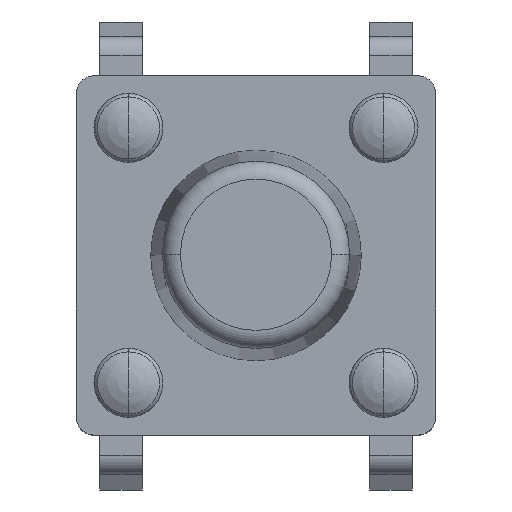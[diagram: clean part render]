
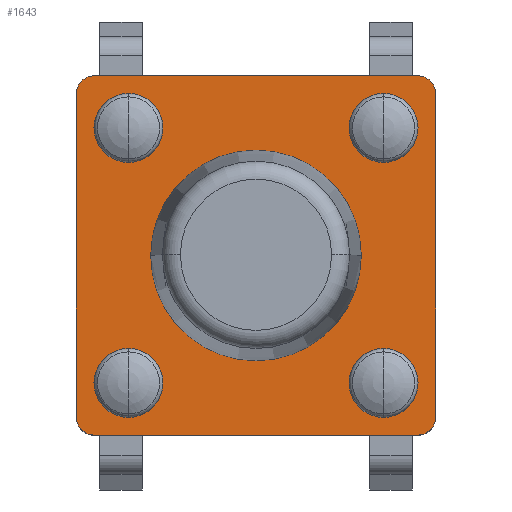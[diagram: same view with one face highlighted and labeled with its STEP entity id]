
A CAD part, top view. The second image highlights one B-rep face of the part: STEP entity #1643.
In plain terms, the highlighted planar face has unit normal (0, 0, 1).
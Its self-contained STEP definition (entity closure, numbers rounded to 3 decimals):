
#101=CARTESIAN_POINT('',(0.,0.,-5.9));
#102=DIRECTION('',(0.,0.,-1.));
#103=DIRECTION('',(-1.,0.,0.));
#104=AXIS2_PLACEMENT_3D('',#101,#102,#103);
#115=CARTESIAN_POINT('',(0.,0.,-5.9));
#116=DIRECTION('',(0.,0.,-1.));
#117=DIRECTION('',(1.,0.,0.));
#118=AXIS2_PLACEMENT_3D('',#115,#116,#117);
#120=CARTESIAN_POINT('',(-2.695,-2.695,-5.9));
#121=DIRECTION('',(0.,0.,1.));
#122=DIRECTION('',(-1.,0.,0.));
#123=AXIS2_PLACEMENT_3D('',#120,#121,#122);
#125=DIRECTION('',(0.,1.,0.));
#126=VECTOR('',#125,5.39);
#127=CARTESIAN_POINT('',(-2.995,-2.695,-5.9));
#128=LINE('',#127,#126);
#129=CARTESIAN_POINT('',(-2.695,2.695,-5.9));
#130=DIRECTION('',(0.,0.,1.));
#131=DIRECTION('',(0.,1.,0.));
#132=AXIS2_PLACEMENT_3D('',#129,#130,#131);
#134=DIRECTION('',(1.,0.,0.));
#135=VECTOR('',#134,5.39);
#136=CARTESIAN_POINT('',(-2.695,2.995,-5.9));
#137=LINE('',#136,#135);
#138=CARTESIAN_POINT('',(2.695,2.695,-5.9));
#139=DIRECTION('',(0.,0.,1.));
#140=DIRECTION('',(1.,0.,0.));
#141=AXIS2_PLACEMENT_3D('',#138,#139,#140);
#143=DIRECTION('',(0.,-1.,0.));
#144=VECTOR('',#143,5.39);
#145=CARTESIAN_POINT('',(2.995,2.695,-5.9));
#146=LINE('',#145,#144);
#147=CARTESIAN_POINT('',(2.695,-2.695,-5.9));
#148=DIRECTION('',(0.,0.,1.));
#149=DIRECTION('',(0.,-1.,0.));
#150=AXIS2_PLACEMENT_3D('',#147,#148,#149);
#152=DIRECTION('',(-1.,0.,0.));
#153=VECTOR('',#152,5.39);
#154=CARTESIAN_POINT('',(2.695,-2.995,-5.9));
#155=LINE('',#154,#153);
#156=CARTESIAN_POINT('',(2.125,2.125,-5.9));
#157=DIRECTION('',(0.,0.,1.));
#158=DIRECTION('',(1.,0.,0.));
#159=AXIS2_PLACEMENT_3D('',#156,#157,#158);
#161=CARTESIAN_POINT('',(2.125,2.125,-5.9));
#162=DIRECTION('',(0.,0.,1.));
#163=DIRECTION('',(-1.,0.,0.));
#164=AXIS2_PLACEMENT_3D('',#161,#162,#163);
#166=CARTESIAN_POINT('',(-2.125,2.125,-5.9));
#167=DIRECTION('',(0.,0.,-1.));
#168=DIRECTION('',(-1.,0.,0.));
#169=AXIS2_PLACEMENT_3D('',#166,#167,#168);
#171=CARTESIAN_POINT('',(-2.125,2.125,-5.9));
#172=DIRECTION('',(0.,0.,-1.));
#173=DIRECTION('',(1.,0.,0.));
#174=AXIS2_PLACEMENT_3D('',#171,#172,#173);
#176=CARTESIAN_POINT('',(-2.125,-2.125,-5.9));
#177=DIRECTION('',(0.,0.,1.));
#178=DIRECTION('',(-1.,0.,0.));
#179=AXIS2_PLACEMENT_3D('',#176,#177,#178);
#181=CARTESIAN_POINT('',(-2.125,-2.125,-5.9));
#182=DIRECTION('',(0.,0.,1.));
#183=DIRECTION('',(1.,0.,0.));
#184=AXIS2_PLACEMENT_3D('',#181,#182,#183);
#186=CARTESIAN_POINT('',(2.125,-2.125,-5.9));
#187=DIRECTION('',(0.,0.,-1.));
#188=DIRECTION('',(1.,0.,0.));
#189=AXIS2_PLACEMENT_3D('',#186,#187,#188);
#191=CARTESIAN_POINT('',(2.125,-2.125,-5.9));
#192=DIRECTION('',(0.,0.,-1.));
#193=DIRECTION('',(-1.,0.,0.));
#194=AXIS2_PLACEMENT_3D('',#191,#192,#193);
#1184=CARTESIAN_POINT('',(-1.755,0.,-5.9));
#1185=CARTESIAN_POINT('',(1.755,0.,-5.9));
#1186=VERTEX_POINT('',#1184);
#1187=VERTEX_POINT('',#1185);
#1188=CARTESIAN_POINT('',(-2.995,-2.695,-5.9));
#1189=CARTESIAN_POINT('',(-2.695,-2.995,-5.9));
#1190=VERTEX_POINT('',#1188);
#1191=VERTEX_POINT('',#1189);
#1196=CARTESIAN_POINT('',(-2.695,2.995,-5.9));
#1197=CARTESIAN_POINT('',(-2.995,2.695,-5.9));
#1198=VERTEX_POINT('',#1196);
#1199=VERTEX_POINT('',#1197);
#1204=CARTESIAN_POINT('',(2.695,-2.995,-5.9));
#1205=CARTESIAN_POINT('',(2.995,-2.695,-5.9));
#1206=VERTEX_POINT('',#1204);
#1207=VERTEX_POINT('',#1205);
#1212=CARTESIAN_POINT('',(2.995,2.695,-5.9));
#1213=CARTESIAN_POINT('',(2.695,2.995,-5.9));
#1214=VERTEX_POINT('',#1212);
#1215=VERTEX_POINT('',#1213);
#1220=CARTESIAN_POINT('',(2.7,2.125,-5.9));
#1221=CARTESIAN_POINT('',(1.55,2.125,-5.9));
#1222=VERTEX_POINT('',#1220);
#1223=VERTEX_POINT('',#1221);
#1248=CARTESIAN_POINT('',(-2.7,2.125,-5.9));
#1249=CARTESIAN_POINT('',(-1.55,2.125,-5.9));
#1250=VERTEX_POINT('',#1248);
#1251=VERTEX_POINT('',#1249);
#1266=CARTESIAN_POINT('',(-2.7,-2.125,-5.9));
#1267=CARTESIAN_POINT('',(-1.55,-2.125,-5.9));
#1268=VERTEX_POINT('',#1266);
#1269=VERTEX_POINT('',#1267);
#1284=CARTESIAN_POINT('',(2.7,-2.125,-5.9));
#1285=CARTESIAN_POINT('',(1.55,-2.125,-5.9));
#1286=VERTEX_POINT('',#1284);
#1287=VERTEX_POINT('',#1285);
#1592=CARTESIAN_POINT('',(0.,0.,-5.9));
#1593=DIRECTION('',(0.,0.,-1.));
#1594=DIRECTION('',(0.,-1.,0.));
#1595=AXIS2_PLACEMENT_3D('',#1592,#1593,#1594);
#1596=PLANE('',#1595);
#1598=ORIENTED_EDGE('',*,*,#1597,.F.);
#1600=ORIENTED_EDGE('',*,*,#1599,.T.);
#1602=ORIENTED_EDGE('',*,*,#1601,.F.);
#1604=ORIENTED_EDGE('',*,*,#1603,.T.);
#1606=ORIENTED_EDGE('',*,*,#1605,.F.);
#1608=ORIENTED_EDGE('',*,*,#1607,.T.);
#1610=ORIENTED_EDGE('',*,*,#1609,.F.);
#1612=ORIENTED_EDGE('',*,*,#1611,.T.);
#1613=EDGE_LOOP('',(#1598,#1600,#1602,#1604,#1606,#1608,#1610,#1612));
#1614=FACE_OUTER_BOUND('',#1613,.F.);
#1615=ORIENTED_EDGE('',*,*,#1572,.F.);
#1616=ORIENTED_EDGE('',*,*,#1586,.F.);
#1617=EDGE_LOOP('',(#1615,#1616));
#1618=FACE_BOUND('',#1617,.F.);
#1620=ORIENTED_EDGE('',*,*,#1619,.T.);
#1622=ORIENTED_EDGE('',*,*,#1621,.T.);
#1623=EDGE_LOOP('',(#1620,#1622));
#1624=FACE_BOUND('',#1623,.F.);
#1626=ORIENTED_EDGE('',*,*,#1625,.F.);
#1628=ORIENTED_EDGE('',*,*,#1627,.F.);
#1629=EDGE_LOOP('',(#1626,#1628));
#1630=FACE_BOUND('',#1629,.F.);
#1632=ORIENTED_EDGE('',*,*,#1631,.T.);
#1634=ORIENTED_EDGE('',*,*,#1633,.T.);
#1635=EDGE_LOOP('',(#1632,#1634));
#1636=FACE_BOUND('',#1635,.F.);
#1638=ORIENTED_EDGE('',*,*,#1637,.F.);
#1640=ORIENTED_EDGE('',*,*,#1639,.F.);
#1641=EDGE_LOOP('',(#1638,#1640));
#1642=FACE_BOUND('',#1641,.F.);
#1643=ADVANCED_FACE('',(#1614,#1618,#1624,#1630,#1636,#1642),#1596,.F.);
#105=CIRCLE('',#104,1.755);
#119=CIRCLE('',#118,1.755);
#124=CIRCLE('',#123,0.3);
#133=CIRCLE('',#132,0.3);
#142=CIRCLE('',#141,0.3);
#151=CIRCLE('',#150,0.3);
#160=CIRCLE('',#159,0.575);
#165=CIRCLE('',#164,0.575);
#170=CIRCLE('',#169,0.575);
#175=CIRCLE('',#174,0.575);
#180=CIRCLE('',#179,0.575);
#185=CIRCLE('',#184,0.575);
#190=CIRCLE('',#189,0.575);
#195=CIRCLE('',#194,0.575);
#1572=EDGE_CURVE('',#1186,#1187,#105,.T.);
#1586=EDGE_CURVE('',#1187,#1186,#119,.T.);
#1597=EDGE_CURVE('',#1190,#1191,#124,.T.);
#1599=EDGE_CURVE('',#1190,#1199,#128,.T.);
#1601=EDGE_CURVE('',#1198,#1199,#133,.T.);
#1603=EDGE_CURVE('',#1198,#1215,#137,.T.);
#1605=EDGE_CURVE('',#1214,#1215,#142,.T.);
#1607=EDGE_CURVE('',#1214,#1207,#146,.T.);
#1609=EDGE_CURVE('',#1206,#1207,#151,.T.);
#1611=EDGE_CURVE('',#1206,#1191,#155,.T.);
#1619=EDGE_CURVE('',#1222,#1223,#160,.T.);
#1621=EDGE_CURVE('',#1223,#1222,#165,.T.);
#1625=EDGE_CURVE('',#1250,#1251,#170,.T.);
#1627=EDGE_CURVE('',#1251,#1250,#175,.T.);
#1631=EDGE_CURVE('',#1268,#1269,#180,.T.);
#1633=EDGE_CURVE('',#1269,#1268,#185,.T.);
#1637=EDGE_CURVE('',#1286,#1287,#190,.T.);
#1639=EDGE_CURVE('',#1287,#1286,#195,.T.);
